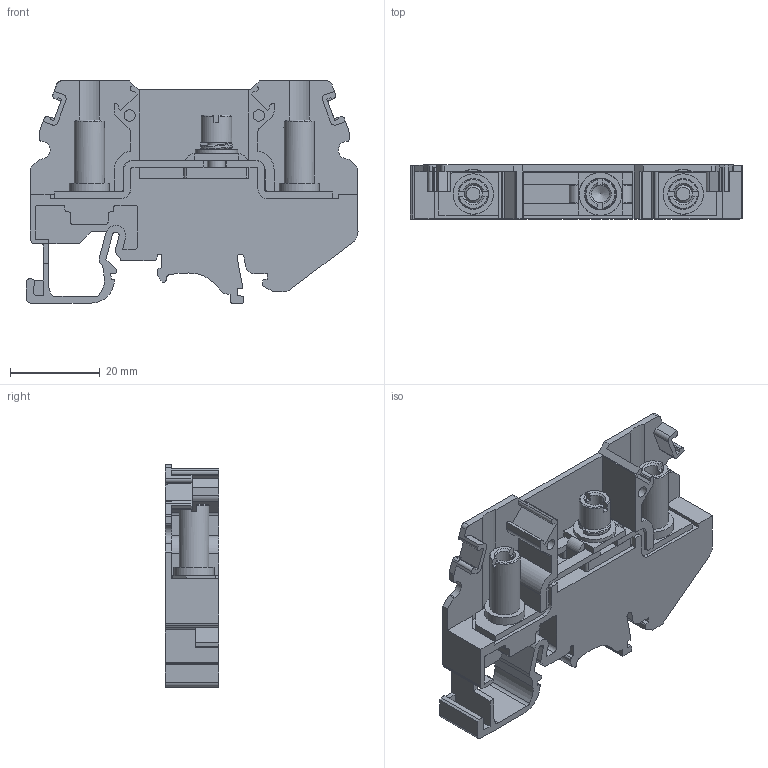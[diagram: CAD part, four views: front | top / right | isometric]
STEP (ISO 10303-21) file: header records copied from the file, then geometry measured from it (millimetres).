
FILE_DESCRIPTION(/* description */ ('Unknown'),/* implementation_level */ '2;1');
FILE_NAME(/* name */ 'KLTDM4_GY_3D',/* time_stamp */ '2020-11-12T13:28:54+06:00',/* author */ ('Unknown'),/* organization */ ('Unknown'),/* preprocessor_version */ 'ST-DEVELOPER v16.7',/* originating_system */ 'DEX',/* authorisation */ $);
FILE_SCHEMA (('AUTOMOTIVE_DESIGN {1 0 10303 214 3 1 1}'));
Length unit declared in the file: millimetre
Products named in the file (1): KLTDM4
Bounding box: 74 x 12 x 49.5 mm (x, y, z)
Volume: 20129 mm3; surface area: 14377.6 mm2
Topology: 1 solids, 3 shells, 469 faces, 1374 edges, 901 vertices
Faces by surface type: plane 301, cylinder 145, cone 17, bspline 6
Full cylindrical faces by diameter (mm): 2.5 x2, 4 x8, 4.2 x1, 4.3 x1, 4.5 x2, 6.8 x2, 6.85 x1, 9 x2, 9.5 x1
Entity records: 18922 total; most frequent: CARTESIAN_POINT 3092, ORIENTED_EDGE 2678, DIRECTION 2546, EDGE_CURVE 1339, LINE 964, VECTOR 964, VERTEX_POINT 892, AXIS2_PLACEMENT_3D 791
